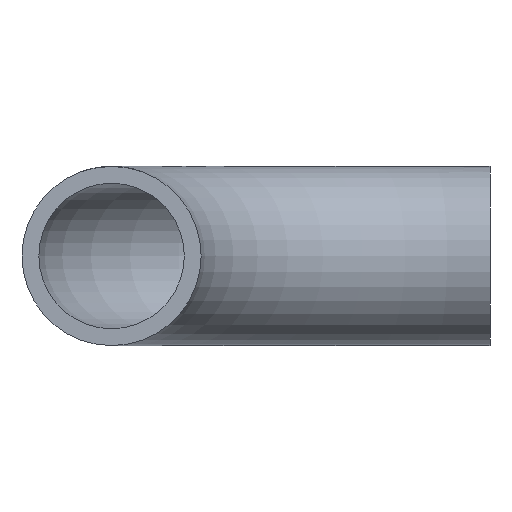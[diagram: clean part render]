
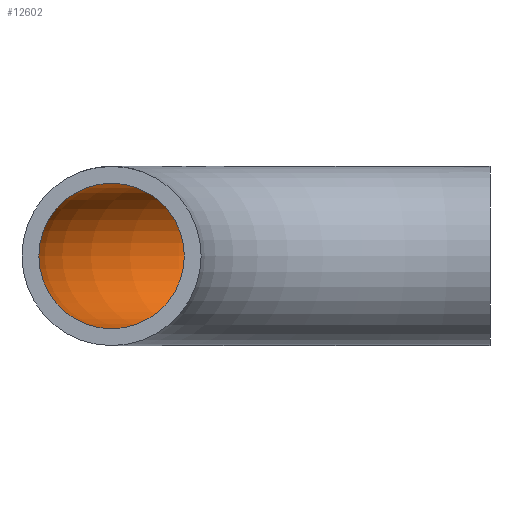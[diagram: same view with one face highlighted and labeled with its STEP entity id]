
A CAD part, front view. The second image highlights one B-rep face of the part: STEP entity #12602.
In plain terms, the highlighted toroidal (fillet/blend) face has major radius 45 mm and minor radius 8.65 mm.
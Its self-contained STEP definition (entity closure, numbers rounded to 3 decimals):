
#842 = CARTESIAN_POINT ( 'NONE',  ( 0., 53.65, 0. ) ) ;
#1067 = TOROIDAL_SURFACE ( 'NONE', #10551, 45., 8.65 ) ;
#1447 = ORIENTED_EDGE ( 'NONE', *, *, #7746, .F. ) ;
#1672 = DIRECTION ( 'NONE',  ( 0., 0., -1. ) ) ;
#2128 = CARTESIAN_POINT ( 'NONE',  ( 0., 45., 0. ) ) ;
#2566 = EDGE_LOOP ( 'NONE', ( #1447 ) ) ;
#4838 = CIRCLE ( 'NONE', #12195, 8.65 ) ;
#5173 = DIRECTION ( 'NONE',  ( 1., 0., 0. ) ) ;
#5862 = CARTESIAN_POINT ( 'NONE',  ( -45., 0., 8.65 ) ) ;
#6714 = AXIS2_PLACEMENT_3D ( 'NONE', #8753, #12776, #7570 ) ;
#6886 = FACE_OUTER_BOUND ( 'NONE', #7751, .T. ) ;
#7327 = ORIENTED_EDGE ( 'NONE', *, *, #10123, .T. ) ;
#7570 = DIRECTION ( 'NONE',  ( 0., 0., 1. ) ) ;
#7746 = EDGE_CURVE ( 'NONE', #8022, #8022, #12382, .T. ) ;
#7751 = EDGE_LOOP ( 'NONE', ( #7327 ) ) ;
#8022 = VERTEX_POINT ( 'NONE', #5862 ) ;
#8753 = CARTESIAN_POINT ( 'NONE',  ( -45., 0., 0. ) ) ;
#9194 = DIRECTION ( 'NONE',  ( 0., 1., 0. ) ) ;
#9738 = DIRECTION ( 'NONE',  ( -1., 0., 0. ) ) ;
#9870 = FACE_OUTER_BOUND ( 'NONE', #2566, .T. ) ;
#10123 = EDGE_CURVE ( 'NONE', #12969, #12969, #4838, .T. ) ;
#10551 = AXIS2_PLACEMENT_3D ( 'NONE', #10904, #1672, #9738 ) ;
#10904 = CARTESIAN_POINT ( 'NONE',  ( 0., 0., 0. ) ) ;
#12195 = AXIS2_PLACEMENT_3D ( 'NONE', #2128, #5173, #9194 ) ;
#12382 = CIRCLE ( 'NONE', #6714, 8.65 ) ;
#12602 = ADVANCED_FACE ( 'NONE', ( #6886, #9870 ), #1067, .F. ) ;
#12776 = DIRECTION ( 'NONE',  ( 0., 1., 0. ) ) ;
#12969 = VERTEX_POINT ( 'NONE', #842 ) ;
